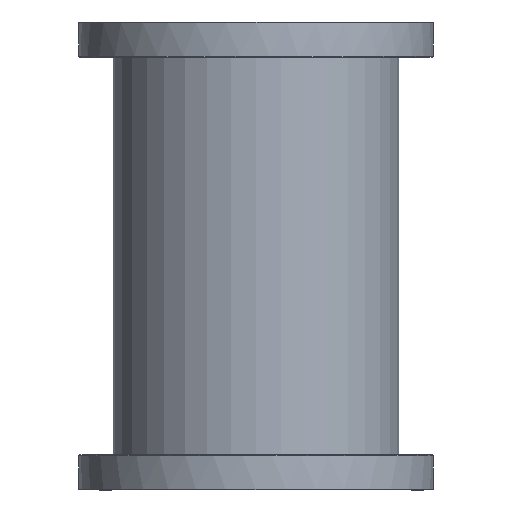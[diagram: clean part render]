
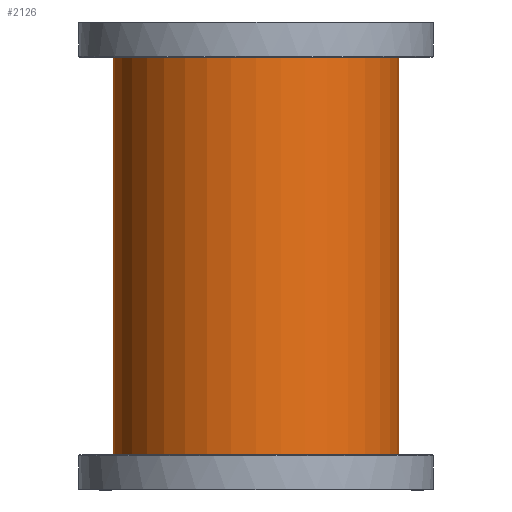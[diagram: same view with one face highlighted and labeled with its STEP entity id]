
A CAD part, front view. The second image highlights one B-rep face of the part: STEP entity #2126.
In plain terms, the highlighted cylindrical face has radius 102 mm (diameter 204 mm), a full revolution.
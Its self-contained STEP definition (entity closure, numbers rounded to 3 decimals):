
#2064=CARTESIAN_POINT('',(-102.,0.,185.));
#2065=VERTEX_POINT('',#2064);
#2066=CARTESIAN_POINT('',(0.0,0.0,185.));
#2067=DIRECTION('',(0.0,0.0,1.0));
#2068=DIRECTION('',(-1.0,0.0,0.0));
#2069=AXIS2_PLACEMENT_3D('',#2066,#2067,#2068);
#2070=CIRCLE('',#2069,102.);
#2071=EDGE_CURVE('',#2065,#2065,#2070,.T.);
#2107=CARTESIAN_POINT('',(0.0,0.0,0.0));
#2108=DIRECTION('',(0.0,0.0,1.0));
#2109=DIRECTION('',(-1.0,0.0,0.0));
#2110=AXIS2_PLACEMENT_3D('',#2107,#2108,#2109);
#2111=CYLINDRICAL_SURFACE('',#2110,102.);
#2112=ORIENTED_EDGE('',*,*,#2071,.T.);
#2113=EDGE_LOOP('',(#2112));
#2114=FACE_OUTER_BOUND('',#2113,.T.);
#2115=CARTESIAN_POINT('',(102.,0.,500.0));
#2116=VERTEX_POINT('',#2115);
#2117=CARTESIAN_POINT('',(0.0,0.0,500.0));
#2118=DIRECTION('',(0.0,0.0,-1.0));
#2119=DIRECTION('',(-1.0,0.0,0.0));
#2120=AXIS2_PLACEMENT_3D('',#2117,#2118,#2119);
#2121=CIRCLE('',#2120,102.);
#2122=EDGE_CURVE('',#2116,#2116,#2121,.T.);
#2123=ORIENTED_EDGE('',*,*,#2122,.T.);
#2124=EDGE_LOOP('',(#2123));
#2125=FACE_BOUND('',#2124,.T.);
#2126=ADVANCED_FACE('',(#2114,#2125),#2111,.T.);
